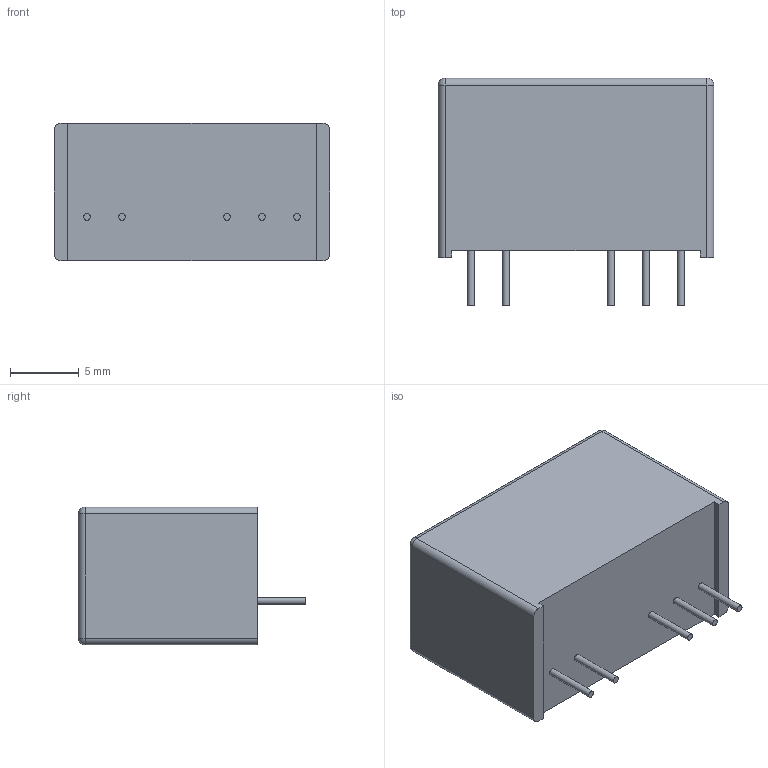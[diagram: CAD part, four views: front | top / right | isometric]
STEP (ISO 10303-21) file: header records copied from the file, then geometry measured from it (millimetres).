
FILE_DESCRIPTION(/* description */ (''),/* implementation_level */ '2;1');
FILE_NAME(/* name */ 'Murata_MGJ2_v1.step',/* time_stamp */ '2020-02-29T22:49:05+05:00',/* author */ (''),/* organization */ (''),/* preprocessor_version */ 'ST-DEVELOPER v18',/* originating_system */ 'Autodesk Translation Framework v8.12.0.6',/* authorisation */ '');
FILE_SCHEMA (('AUTOMOTIVE_DESIGN { 1 0 10303 214 3 1 1 }'));
Length unit declared in the file: millimetre
Products named in the file (1): Murata_MGJ2
Bounding box: 20 x 16.5 x 10 mm (x, y, z)
Volume: 2508 mm3; surface area: 1181 mm2
Topology: 6 solids, 6 shells, 37 faces, 63 edges, 38 vertices
Faces by surface type: plane 20, cylinder 13, sphere 4
Full cylindrical faces by diameter (mm): 0.5 x5
Entity records: 909 total; most frequent: DIRECTION 165, CARTESIAN_POINT 139, ORIENTED_EDGE 126, AXIS2_PLACEMENT_3D 64, EDGE_CURVE 63, VERTEX_POINT 38, LINE 37, VECTOR 37
